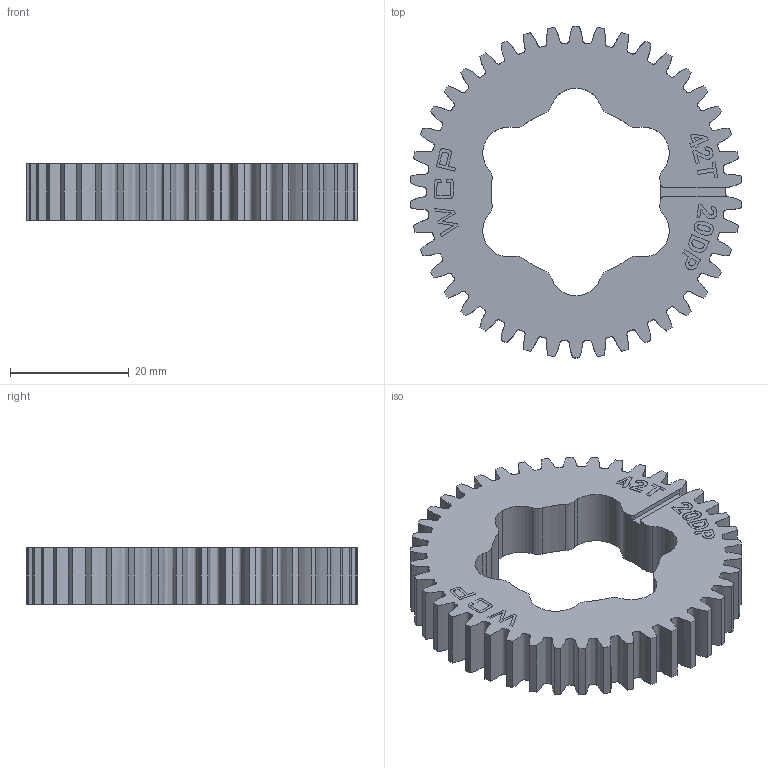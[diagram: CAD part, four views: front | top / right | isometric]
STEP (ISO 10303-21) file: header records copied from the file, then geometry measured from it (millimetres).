
FILE_DESCRIPTION (( 'STEP AP214' ), '1' );
FILE_NAME ('WCP-1195 Rev1.step', '2024-01-05T00:49:57', ( '' ), ( '' ), 'SwSTEP 2.0', 'SolidWorks 2022', '' );
FILE_SCHEMA (( 'AUTOMOTIVE_DESIGN' ));
Length unit declared in the file: inch
Products named in the file (1): WCP-1195 Rev1
Bounding box: 55.8 x 55.88 x 9.53 mm (x, y, z)
Volume: 14457.4 mm3; surface area: 7199.8 mm2
Topology: 1 solids, 1 shells, 262 faces, 738 edges, 492 vertices
Faces by surface type: plane 111, bspline 78, cylinder 73
Entity records: 24264 total; most frequent: CARTESIAN_POINT 17833, ORIENTED_EDGE 1476, DIRECTION 1098, EDGE_CURVE 738, VERTEX_POINT 492, VECTOR 432, LINE 432, AXIS2_PLACEMENT_3D 333
